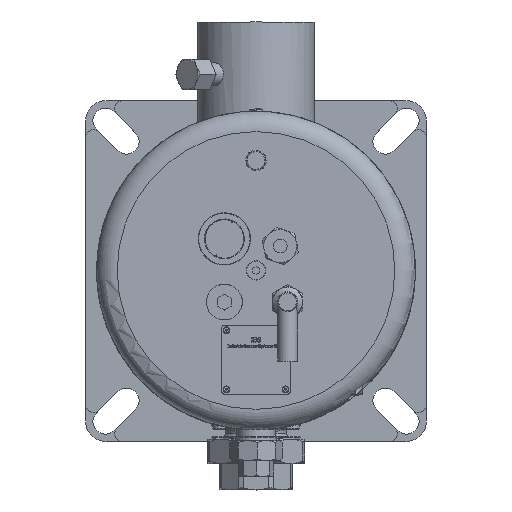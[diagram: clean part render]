
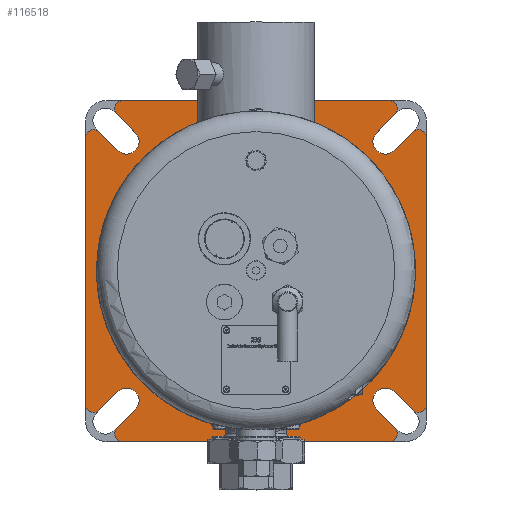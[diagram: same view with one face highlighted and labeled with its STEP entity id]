
A CAD part, top view. The second image highlights one B-rep face of the part: STEP entity #116518.
In plain terms, the highlighted planar face has unit normal (0, 0, 1).
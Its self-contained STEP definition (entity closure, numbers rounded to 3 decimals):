
#3887=FACE_BOUND('',#35760,.T.);
#11355=LINE('',#185958,#20416);
#11358=LINE('',#185964,#20419);
#11362=LINE('',#185974,#20423);
#11365=LINE('',#185982,#20426);
#11368=LINE('',#185988,#20429);
#11371=LINE('',#185996,#20432);
#11374=LINE('',#186004,#20435);
#11377=LINE('',#186012,#20438);
#11380=LINE('',#186022,#20441);
#11382=LINE('',#186028,#20443);
#11385=LINE('',#186036,#20446);
#11387=LINE('',#186042,#20448);
#20416=VECTOR('',#146404,10.);
#20419=VECTOR('',#146409,10.);
#20423=VECTOR('',#146419,10.);
#20426=VECTOR('',#146428,10.);
#20429=VECTOR('',#146433,10.);
#20432=VECTOR('',#146442,10.);
#20435=VECTOR('',#146451,10.);
#20438=VECTOR('',#146460,10.);
#20441=VECTOR('',#146473,10.);
#20443=VECTOR('',#146481,10.);
#20446=VECTOR('',#146490,10.);
#20448=VECTOR('',#146498,10.);
#28747=FACE_OUTER_BOUND('',#35759,.T.);
#35759=EDGE_LOOP('',(#90032,#90033,#90034,#90035,#90036,#90037,#90038,#90039,
#90040,#90041,#90042,#90043,#90044,#90045,#90046,#90047,#90048,#90049,#90050,
#90051,#90052,#90053,#90054,#90055));
#35760=EDGE_LOOP('',(#90056));
#40384=CIRCLE('',#124749,9.);
#40385=CIRCLE('',#124753,9.);
#40386=CIRCLE('',#124756,9.);
#40387=CIRCLE('',#124760,9.);
#40388=CIRCLE('',#124763,6.);
#40389=CIRCLE('',#124766,6.);
#40390=CIRCLE('',#124769,6.);
#40391=CIRCLE('',#124771,6.);
#40392=CIRCLE('',#124774,6.);
#40393=CIRCLE('',#124777,6.);
#40394=CIRCLE('',#124780,6.);
#40395=CIRCLE('',#124783,6.);
#40396=CIRCLE('',#124785,116.);
#48798=VERTEX_POINT('',#185950);
#48799=VERTEX_POINT('',#185952);
#48800=VERTEX_POINT('',#185956);
#48801=VERTEX_POINT('',#185960);
#48802=VERTEX_POINT('',#185962);
#48803=VERTEX_POINT('',#185966);
#48804=VERTEX_POINT('',#185970);
#48805=VERTEX_POINT('',#185972);
#48806=VERTEX_POINT('',#185976);
#48807=VERTEX_POINT('',#185980);
#48808=VERTEX_POINT('',#185984);
#48809=VERTEX_POINT('',#185986);
#48810=VERTEX_POINT('',#185990);
#48811=VERTEX_POINT('',#185994);
#48812=VERTEX_POINT('',#185998);
#48813=VERTEX_POINT('',#186002);
#48814=VERTEX_POINT('',#186006);
#48815=VERTEX_POINT('',#186010);
#48816=VERTEX_POINT('',#186016);
#48817=VERTEX_POINT('',#186020);
#48818=VERTEX_POINT('',#186026);
#48819=VERTEX_POINT('',#186030);
#48820=VERTEX_POINT('',#186034);
#48821=VERTEX_POINT('',#186040);
#48822=VERTEX_POINT('',#186046);
#63123=EDGE_CURVE('',#48799,#48798,#40384,.T.);
#63126=EDGE_CURVE('',#48800,#48799,#11355,.T.);
#63129=EDGE_CURVE('',#48801,#48802,#11358,.T.);
#63131=EDGE_CURVE('',#48802,#48803,#40385,.T.);
#63134=EDGE_CURVE('',#48804,#48805,#11362,.T.);
#63136=EDGE_CURVE('',#48805,#48806,#40386,.T.);
#63138=EDGE_CURVE('',#48806,#48807,#11365,.T.);
#63141=EDGE_CURVE('',#48808,#48809,#11368,.T.);
#63143=EDGE_CURVE('',#48809,#48810,#40387,.T.);
#63145=EDGE_CURVE('',#48798,#48811,#11371,.T.);
#63147=EDGE_CURVE('',#48812,#48811,#40388,.T.);
#63149=EDGE_CURVE('',#48810,#48813,#11374,.T.);
#63151=EDGE_CURVE('',#48814,#48813,#40389,.T.);
#63153=EDGE_CURVE('',#48815,#48814,#11377,.T.);
#63154=EDGE_CURVE('',#48801,#48815,#40390,.T.);
#63155=EDGE_CURVE('',#48808,#48816,#40391,.T.);
#63158=EDGE_CURVE('',#48816,#48817,#11380,.T.);
#63159=EDGE_CURVE('',#48817,#48807,#40392,.T.);
#63161=EDGE_CURVE('',#48803,#48818,#11382,.T.);
#63163=EDGE_CURVE('',#48819,#48818,#40393,.T.);
#63165=EDGE_CURVE('',#48820,#48819,#11385,.T.);
#63166=EDGE_CURVE('',#48800,#48820,#40394,.T.);
#63168=EDGE_CURVE('',#48821,#48812,#11387,.T.);
#63169=EDGE_CURVE('',#48804,#48821,#40395,.T.);
#63170=EDGE_CURVE('',#48822,#48822,#40396,.T.);
#90032=ORIENTED_EDGE('',*,*,#63169,.F.);
#90033=ORIENTED_EDGE('',*,*,#63134,.T.);
#90034=ORIENTED_EDGE('',*,*,#63136,.T.);
#90035=ORIENTED_EDGE('',*,*,#63138,.T.);
#90036=ORIENTED_EDGE('',*,*,#63159,.F.);
#90037=ORIENTED_EDGE('',*,*,#63158,.F.);
#90038=ORIENTED_EDGE('',*,*,#63155,.F.);
#90039=ORIENTED_EDGE('',*,*,#63141,.T.);
#90040=ORIENTED_EDGE('',*,*,#63143,.T.);
#90041=ORIENTED_EDGE('',*,*,#63149,.T.);
#90042=ORIENTED_EDGE('',*,*,#63151,.F.);
#90043=ORIENTED_EDGE('',*,*,#63153,.F.);
#90044=ORIENTED_EDGE('',*,*,#63154,.F.);
#90045=ORIENTED_EDGE('',*,*,#63129,.T.);
#90046=ORIENTED_EDGE('',*,*,#63131,.T.);
#90047=ORIENTED_EDGE('',*,*,#63161,.T.);
#90048=ORIENTED_EDGE('',*,*,#63163,.F.);
#90049=ORIENTED_EDGE('',*,*,#63165,.F.);
#90050=ORIENTED_EDGE('',*,*,#63166,.F.);
#90051=ORIENTED_EDGE('',*,*,#63126,.T.);
#90052=ORIENTED_EDGE('',*,*,#63123,.T.);
#90053=ORIENTED_EDGE('',*,*,#63145,.T.);
#90054=ORIENTED_EDGE('',*,*,#63147,.F.);
#90055=ORIENTED_EDGE('',*,*,#63168,.F.);
#90056=ORIENTED_EDGE('',*,*,#63170,.T.);
#104441=PLANE('',#124784);
#116518=ADVANCED_FACE('',(#28747,#3887),#104441,.T.);
#124749=AXIS2_PLACEMENT_3D('',#185953,#146398,#146399);
#124753=AXIS2_PLACEMENT_3D('',#185968,#146413,#146414);
#124756=AXIS2_PLACEMENT_3D('',#185978,#146423,#146424);
#124760=AXIS2_PLACEMENT_3D('',#185992,#146437,#146438);
#124763=AXIS2_PLACEMENT_3D('',#186000,#146446,#146447);
#124766=AXIS2_PLACEMENT_3D('',#186008,#146455,#146456);
#124769=AXIS2_PLACEMENT_3D('',#186014,#146463,#146464);
#124771=AXIS2_PLACEMENT_3D('',#186017,#146467,#146468);
#124774=AXIS2_PLACEMENT_3D('',#186024,#146476,#146477);
#124777=AXIS2_PLACEMENT_3D('',#186032,#146485,#146486);
#124780=AXIS2_PLACEMENT_3D('',#186038,#146493,#146494);
#124783=AXIS2_PLACEMENT_3D('',#186044,#146501,#146502);
#124784=AXIS2_PLACEMENT_3D('',#186045,#146503,#146504);
#124785=AXIS2_PLACEMENT_3D('',#186047,#146505,#146506);
#146398=DIRECTION('center_axis',(0.,0.,-1.));
#146399=DIRECTION('ref_axis',(0.707,-0.707,0.));
#146404=DIRECTION('',(0.707,-0.707,0.));
#146409=DIRECTION('',(-0.707,-0.707,0.));
#146413=DIRECTION('center_axis',(0.,0.,-1.));
#146414=DIRECTION('ref_axis',(0.707,0.707,0.));
#146419=DIRECTION('',(0.707,0.707,0.));
#146423=DIRECTION('center_axis',(0.,0.,-1.));
#146424=DIRECTION('ref_axis',(-0.707,-0.707,0.));
#146428=DIRECTION('',(-0.707,-0.707,0.));
#146433=DIRECTION('',(-0.707,0.707,0.));
#146437=DIRECTION('center_axis',(0.,0.,-1.));
#146438=DIRECTION('ref_axis',(0.707,-0.707,0.));
#146442=DIRECTION('',(-0.707,0.707,0.));
#146446=DIRECTION('center_axis',(0.,0.,-1.));
#146447=DIRECTION('ref_axis',(-0.383,0.924,0.));
#146451=DIRECTION('',(0.707,-0.707,0.));
#146455=DIRECTION('center_axis',(0.,0.,-1.));
#146456=DIRECTION('ref_axis',(0.383,-0.924,0.));
#146460=DIRECTION('',(0.,-1.,0.));
#146463=DIRECTION('center_axis',(0.,0.,-1.));
#146464=DIRECTION('ref_axis',(0.383,0.924,0.));
#146467=DIRECTION('center_axis',(0.,0.,-1.));
#146468=DIRECTION('ref_axis',(0.924,-0.383,0.));
#146473=DIRECTION('',(-1.,0.,0.));
#146476=DIRECTION('center_axis',(0.,0.,-1.));
#146477=DIRECTION('ref_axis',(-0.924,-0.383,0.));
#146481=DIRECTION('',(0.707,0.707,0.));
#146485=DIRECTION('center_axis',(0.,0.,-1.));
#146486=DIRECTION('ref_axis',(0.924,0.383,0.));
#146490=DIRECTION('',(1.,0.,0.));
#146493=DIRECTION('center_axis',(0.,0.,-1.));
#146494=DIRECTION('ref_axis',(-0.924,0.383,0.));
#146498=DIRECTION('',(0.,1.,0.));
#146501=DIRECTION('center_axis',(0.,0.,-1.));
#146502=DIRECTION('ref_axis',(-0.383,-0.924,0.));
#146503=DIRECTION('center_axis',(0.,0.,1.));
#146504=DIRECTION('ref_axis',(1.,0.,0.));
#146505=DIRECTION('center_axis',(0.,0.,-1.));
#146506=DIRECTION('ref_axis',(-1.,0.,0.));
#185950=CARTESIAN_POINT('',(-100.409,87.681,0.));
#185952=CARTESIAN_POINT('',(-87.681,100.409,0.));
#185953=CARTESIAN_POINT('Origin',(-94.045,94.045,0.));
#185956=CARTESIAN_POINT('',(-101.029,113.757,0.));
#185958=CARTESIAN_POINT('',(-40.659,53.387,0.));
#185960=CARTESIAN_POINT('',(113.757,101.029,0.));
#185962=CARTESIAN_POINT('',(100.409,87.681,0.));
#185964=CARTESIAN_POINT('',(53.387,40.659,0.));
#185966=CARTESIAN_POINT('',(87.681,100.409,0.));
#185968=CARTESIAN_POINT('Origin',(94.045,94.045,0.));
#185970=CARTESIAN_POINT('',(-113.757,-101.029,0.));
#185972=CARTESIAN_POINT('',(-100.409,-87.681,0.));
#185974=CARTESIAN_POINT('',(-53.387,-40.659,0.));
#185976=CARTESIAN_POINT('',(-87.681,-100.409,0.));
#185978=CARTESIAN_POINT('Origin',(-94.045,-94.045,0.));
#185980=CARTESIAN_POINT('',(-101.029,-113.757,0.));
#185982=CARTESIAN_POINT('',(-56.569,-69.296,0.));
#185984=CARTESIAN_POINT('',(101.029,-113.757,0.));
#185986=CARTESIAN_POINT('',(87.681,-100.409,0.));
#185988=CARTESIAN_POINT('',(40.659,-53.387,0.));
#185990=CARTESIAN_POINT('',(100.409,-87.681,0.));
#185992=CARTESIAN_POINT('Origin',(94.045,-94.045,0.));
#185994=CARTESIAN_POINT('',(-113.757,101.029,0.));
#185996=CARTESIAN_POINT('',(-69.296,56.569,0.));
#185998=CARTESIAN_POINT('',(-124.,96.787,0.));
#186000=CARTESIAN_POINT('Origin',(-118.,96.787,0.));
#186002=CARTESIAN_POINT('',(113.757,-101.029,0.));
#186004=CARTESIAN_POINT('',(69.296,-56.569,0.));
#186006=CARTESIAN_POINT('',(124.,-96.787,0.));
#186008=CARTESIAN_POINT('Origin',(118.,-96.787,0.));
#186010=CARTESIAN_POINT('',(124.,96.787,0.));
#186012=CARTESIAN_POINT('',(124.,124.,0.));
#186014=CARTESIAN_POINT('Origin',(118.,96.787,0.));
#186016=CARTESIAN_POINT('',(96.787,-124.,0.));
#186017=CARTESIAN_POINT('Origin',(96.787,-118.,0.));
#186020=CARTESIAN_POINT('',(-96.787,-124.,0.));
#186022=CARTESIAN_POINT('',(124.,-124.,0.));
#186024=CARTESIAN_POINT('Origin',(-96.787,-118.,0.));
#186026=CARTESIAN_POINT('',(101.029,113.757,0.));
#186028=CARTESIAN_POINT('',(56.569,69.296,0.));
#186030=CARTESIAN_POINT('',(96.787,124.,0.));
#186032=CARTESIAN_POINT('Origin',(96.787,118.,0.));
#186034=CARTESIAN_POINT('',(-96.787,124.,0.));
#186036=CARTESIAN_POINT('',(-124.,124.,0.));
#186038=CARTESIAN_POINT('Origin',(-96.787,118.,0.));
#186040=CARTESIAN_POINT('',(-124.,-96.787,0.));
#186042=CARTESIAN_POINT('',(-124.,-124.,0.));
#186044=CARTESIAN_POINT('Origin',(-118.,-96.787,0.));
#186045=CARTESIAN_POINT('Origin',(0.,0.,
0.));
#186046=CARTESIAN_POINT('',(116.,0.,0.));
#186047=CARTESIAN_POINT('Origin',(0.,0.,0.));
